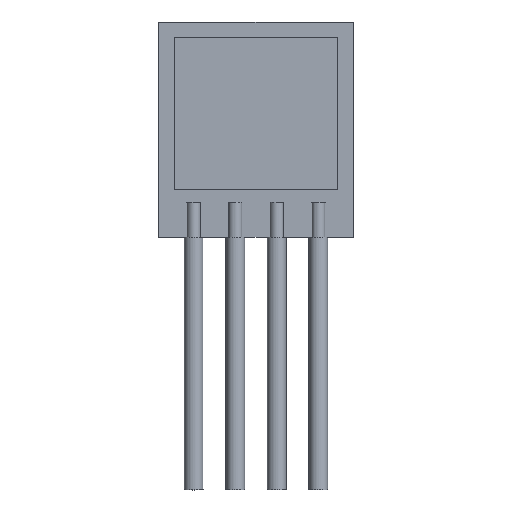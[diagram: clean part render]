
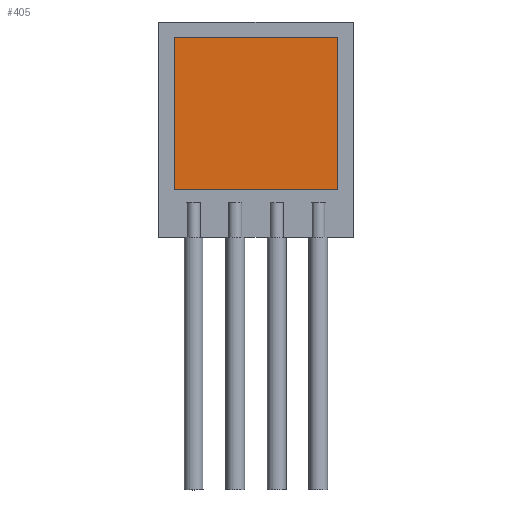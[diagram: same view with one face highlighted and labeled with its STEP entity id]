
A CAD part, top view. The second image highlights one B-rep face of the part: STEP entity #405.
In plain terms, the highlighted planar face has unit normal (0, 0, 1).
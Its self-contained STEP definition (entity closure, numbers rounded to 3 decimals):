
#65=FACE_OUTER_BOUND('',#101,.T.);
#101=EDGE_LOOP('',(#293,#294,#295,#296));
#135=LINE('',#665,#167);
#138=LINE('',#671,#170);
#141=LINE('',#677,#173);
#144=LINE('',#681,#176);
#167=VECTOR('',#522,10.);
#170=VECTOR('',#527,10.);
#173=VECTOR('',#532,10.);
#176=VECTOR('',#537,10.);
#199=VERTEX_POINT('',#662);
#200=VERTEX_POINT('',#664);
#202=VERTEX_POINT('',#670);
#204=VERTEX_POINT('',#676);
#231=EDGE_CURVE('',#200,#199,#135,.T.);
#234=EDGE_CURVE('',#202,#200,#138,.T.);
#237=EDGE_CURVE('',#204,#202,#141,.T.);
#240=EDGE_CURVE('',#199,#204,#144,.F.);
#293=ORIENTED_EDGE('',*,*,#240,.T.);
#294=ORIENTED_EDGE('',*,*,#237,.T.);
#295=ORIENTED_EDGE('',*,*,#234,.T.);
#296=ORIENTED_EDGE('',*,*,#231,.T.);
#377=PLANE('',#465);
#405=ADVANCED_FACE('',(#65),#377,.T.);
#465=AXIS2_PLACEMENT_3D('',#682,#538,#539);
#522=DIRECTION('',(0.,-1.,0.));
#527=DIRECTION('',(-1.,0.,0.));
#532=DIRECTION('',(0.,1.,0.));
#537=DIRECTION('',(-1.,0.,0.));
#538=DIRECTION('center_axis',(0.,0.,1.));
#539=DIRECTION('ref_axis',(1.,0.,0.));
#662=CARTESIAN_POINT('',(-3.5,-2.15,0.002));
#664=CARTESIAN_POINT('',(-3.5,4.35,0.002));
#665=CARTESIAN_POINT('',(-3.5,-2.65,0.002));
#670=CARTESIAN_POINT('',(3.5,4.35,0.002));
#671=CARTESIAN_POINT('',(-3.5,4.35,0.002));
#676=CARTESIAN_POINT('',(3.5,-2.15,0.002));
#677=CARTESIAN_POINT('',(3.5,4.35,0.002));
#681=CARTESIAN_POINT('',(-1.75,-2.15,0.002));
#682=CARTESIAN_POINT('Origin',(0.,0.,0.002));
